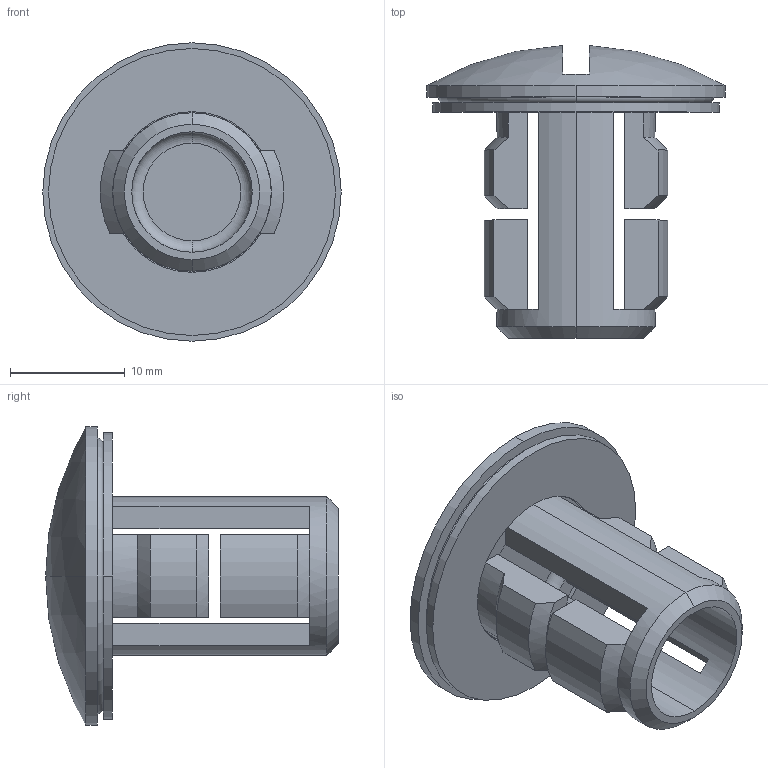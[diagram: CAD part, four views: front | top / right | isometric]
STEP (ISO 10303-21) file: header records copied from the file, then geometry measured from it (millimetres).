
FILE_DESCRIPTION (( 'STEP AP203' ), '1' );
FILE_NAME ('CP-30-BC-16.STEP', '2018-06-21T01:15:17', ( '' ), ( '' ), 'SwSTEP 2.0', 'SolidWorks 2014', '' );
FILE_SCHEMA (( 'CONFIG_CONTROL_DESIGN' ));
Length unit declared in the file: millimetre
Products named in the file (3): CP-30-BC-16儚僢僔儍乕_; CP-30-BC-16; CP-30-BC-16僱僕僉儍僢僾_岞
Assembly tree (2 placements, depth 2):
  CP-30-BC-16
    CP-30-BC-16僱僕僉儍僢僾_岞
    CP-30-BC-16儚僢僔儍乕_
Bounding box: 26 x 25.5 x 26 mm (x, y, z)
Volume: 2945.6 mm3; surface area: 3734.9 mm2
Topology: 2 solids, 2 shells, 74 faces, 188 edges, 120 vertices
Faces by surface type: plane 42, cylinder 16, cone 8, torus 6, sphere 2
Entity records: 2579 total; most frequent: CARTESIAN_POINT 423, DIRECTION 420, ORIENTED_EDGE 376, EDGE_CURVE 188, AXIS2_PLACEMENT_3D 165, VERTEX_POINT 120, VECTOR 90, LINE 90
